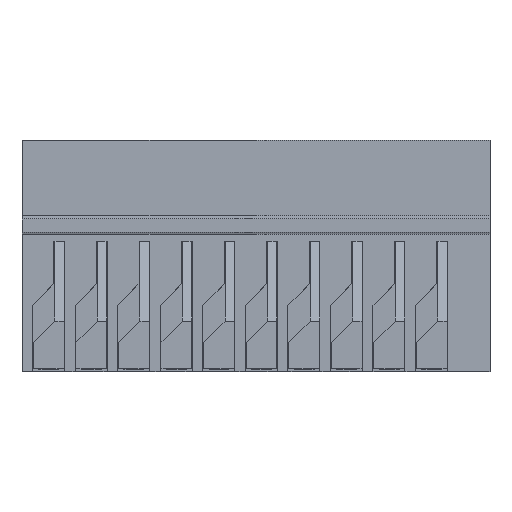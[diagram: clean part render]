
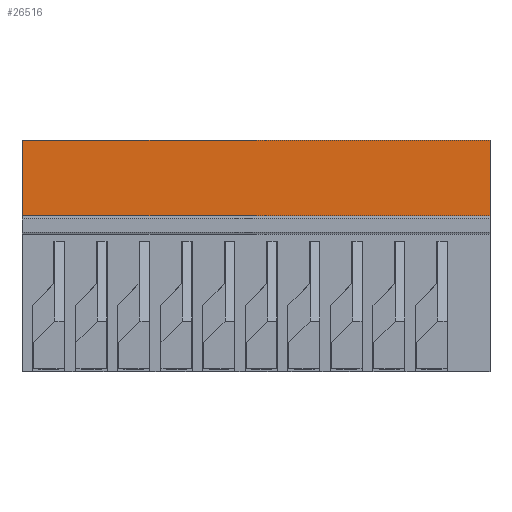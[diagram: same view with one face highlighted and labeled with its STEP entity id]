
A CAD part, top view. The second image highlights one B-rep face of the part: STEP entity #26516.
In plain terms, the highlighted planar face has unit normal (0, 0, 1).
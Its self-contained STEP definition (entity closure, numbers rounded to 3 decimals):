
#21061 = PLANE('',#21062);
#21062 = AXIS2_PLACEMENT_3D('',#21063,#21064,#21065);
#21063 = CARTESIAN_POINT('',(0.,-1.382,
    5.472));
#21064 = DIRECTION('',(1.,0.,0.));
#21065 = DIRECTION('',(0.,0.,1.));
#21117 = PLANE('',#21118);
#21118 = AXIS2_PLACEMENT_3D('',#21119,#21120,#21121);
#21119 = CARTESIAN_POINT('',(27.94,-1.382,5.472));
#21120 = DIRECTION('',(1.,0.,0.));
#21121 = DIRECTION('',(0.,0.,1.));
#22562 = VERTEX_POINT('',#22563);
#22563 = CARTESIAN_POINT('',(0.,5.4,11.));
#22577 = PLANE('',#22578);
#22578 = AXIS2_PLACEMENT_3D('',#22579,#22580,#22581);
#22579 = CARTESIAN_POINT('',(0.,5.4,0.
    ));
#22580 = DIRECTION('',(0.,-1.,0.));
#22581 = DIRECTION('',(0.,0.,1.));
#22589 = EDGE_CURVE('',#22562,#22590,#22592,.T.);
#22590 = VERTEX_POINT('',#22591);
#22591 = CARTESIAN_POINT('',(0.,0.9,11.));
#22592 = SURFACE_CURVE('',#22593,(#22597,#22604),.PCURVE_S1.);
#22593 = LINE('',#22594,#22595);
#22594 = CARTESIAN_POINT('',(0.,5.4,11.));
#22595 = VECTOR('',#22596,1.);
#22596 = DIRECTION('',(0.,-1.,0.));
#22597 = PCURVE('',#21061,#22598);
#22598 = DEFINITIONAL_REPRESENTATION('',(#22599),#22603);
#22599 = LINE('',#22600,#22601);
#22600 = CARTESIAN_POINT('',(5.528,-6.782));
#22601 = VECTOR('',#22602,1.);
#22602 = DIRECTION('',(0.,1.));
#22603 = ( GEOMETRIC_REPRESENTATION_CONTEXT(2) 
PARAMETRIC_REPRESENTATION_CONTEXT() REPRESENTATION_CONTEXT('2D SPACE',''
  ) );
#22604 = PCURVE('',#22605,#22610);
#22605 = PLANE('',#22606);
#22606 = AXIS2_PLACEMENT_3D('',#22607,#22608,#22609);
#22607 = CARTESIAN_POINT('',(0.,5.4,11.));
#22608 = DIRECTION('',(0.,0.,-1.));
#22609 = DIRECTION('',(0.,-1.,0.));
#22610 = DEFINITIONAL_REPRESENTATION('',(#22611),#22615);
#22611 = LINE('',#22612,#22613);
#22612 = CARTESIAN_POINT('',(0.,0.));
#22613 = VECTOR('',#22614,1.);
#22614 = DIRECTION('',(1.,0.));
#22615 = ( GEOMETRIC_REPRESENTATION_CONTEXT(2) 
PARAMETRIC_REPRESENTATION_CONTEXT() REPRESENTATION_CONTEXT('2D SPACE',''
  ) );
#22633 = PLANE('',#22634);
#22634 = AXIS2_PLACEMENT_3D('',#22635,#22636,#22637);
#22635 = CARTESIAN_POINT('',(0.,0.9,11.));
#22636 = DIRECTION('',(0.,-0.894,-0.447));
#22637 = DIRECTION('',(0.,-0.447,0.894));
#25799 = VERTEX_POINT('',#25800);
#25800 = CARTESIAN_POINT('',(27.94,5.4,11.));
#25821 = EDGE_CURVE('',#25799,#25822,#25824,.T.);
#25822 = VERTEX_POINT('',#25823);
#25823 = CARTESIAN_POINT('',(27.94,0.9,11.));
#25824 = SURFACE_CURVE('',#25825,(#25829,#25836),.PCURVE_S1.);
#25825 = LINE('',#25826,#25827);
#25826 = CARTESIAN_POINT('',(27.94,5.4,11.));
#25827 = VECTOR('',#25828,1.);
#25828 = DIRECTION('',(0.,-1.,0.));
#25829 = PCURVE('',#21117,#25830);
#25830 = DEFINITIONAL_REPRESENTATION('',(#25831),#25835);
#25831 = LINE('',#25832,#25833);
#25832 = CARTESIAN_POINT('',(5.528,-6.782));
#25833 = VECTOR('',#25834,1.);
#25834 = DIRECTION('',(0.,1.));
#25835 = ( GEOMETRIC_REPRESENTATION_CONTEXT(2) 
PARAMETRIC_REPRESENTATION_CONTEXT() REPRESENTATION_CONTEXT('2D SPACE',''
  ) );
#25836 = PCURVE('',#22605,#25837);
#25837 = DEFINITIONAL_REPRESENTATION('',(#25838),#25842);
#25838 = LINE('',#25839,#25840);
#25839 = CARTESIAN_POINT('',(0.,-27.94));
#25840 = VECTOR('',#25841,1.);
#25841 = DIRECTION('',(1.,0.));
#25842 = ( GEOMETRIC_REPRESENTATION_CONTEXT(2) 
PARAMETRIC_REPRESENTATION_CONTEXT() REPRESENTATION_CONTEXT('2D SPACE',''
  ) );
#26495 = EDGE_CURVE('',#22562,#25799,#26496,.T.);
#26496 = SURFACE_CURVE('',#26497,(#26501,#26508),.PCURVE_S1.);
#26497 = LINE('',#26498,#26499);
#26498 = CARTESIAN_POINT('',(0.,5.4,11.));
#26499 = VECTOR('',#26500,1.);
#26500 = DIRECTION('',(1.,0.,0.));
#26501 = PCURVE('',#22577,#26502);
#26502 = DEFINITIONAL_REPRESENTATION('',(#26503),#26507);
#26503 = LINE('',#26504,#26505);
#26504 = CARTESIAN_POINT('',(11.,0.));
#26505 = VECTOR('',#26506,1.);
#26506 = DIRECTION('',(0.,-1.));
#26507 = ( GEOMETRIC_REPRESENTATION_CONTEXT(2) 
PARAMETRIC_REPRESENTATION_CONTEXT() REPRESENTATION_CONTEXT('2D SPACE',''
  ) );
#26508 = PCURVE('',#22605,#26509);
#26509 = DEFINITIONAL_REPRESENTATION('',(#26510),#26514);
#26510 = LINE('',#26511,#26512);
#26511 = CARTESIAN_POINT('',(0.,0.));
#26512 = VECTOR('',#26513,1.);
#26513 = DIRECTION('',(0.,-1.));
#26514 = ( GEOMETRIC_REPRESENTATION_CONTEXT(2) 
PARAMETRIC_REPRESENTATION_CONTEXT() REPRESENTATION_CONTEXT('2D SPACE',''
  ) );
#26516 = ADVANCED_FACE('',(#26517),#22605,.F.);
#26517 = FACE_BOUND('',#26518,.F.);
#26518 = EDGE_LOOP('',(#26519,#26520,#26521,#26542));
#26519 = ORIENTED_EDGE('',*,*,#26495,.T.);
#26520 = ORIENTED_EDGE('',*,*,#25821,.T.);
#26521 = ORIENTED_EDGE('',*,*,#26522,.F.);
#26522 = EDGE_CURVE('',#22590,#25822,#26523,.T.);
#26523 = SURFACE_CURVE('',#26524,(#26528,#26535),.PCURVE_S1.);
#26524 = LINE('',#26525,#26526);
#26525 = CARTESIAN_POINT('',(0.,0.9,11.));
#26526 = VECTOR('',#26527,1.);
#26527 = DIRECTION('',(1.,0.,0.));
#26528 = PCURVE('',#22605,#26529);
#26529 = DEFINITIONAL_REPRESENTATION('',(#26530),#26534);
#26530 = LINE('',#26531,#26532);
#26531 = CARTESIAN_POINT('',(4.5,0.));
#26532 = VECTOR('',#26533,1.);
#26533 = DIRECTION('',(0.,-1.));
#26534 = ( GEOMETRIC_REPRESENTATION_CONTEXT(2) 
PARAMETRIC_REPRESENTATION_CONTEXT() REPRESENTATION_CONTEXT('2D SPACE',''
  ) );
#26535 = PCURVE('',#22633,#26536);
#26536 = DEFINITIONAL_REPRESENTATION('',(#26537),#26541);
#26537 = LINE('',#26538,#26539);
#26538 = CARTESIAN_POINT('',(0.,0.));
#26539 = VECTOR('',#26540,1.);
#26540 = DIRECTION('',(0.,-1.));
#26541 = ( GEOMETRIC_REPRESENTATION_CONTEXT(2) 
PARAMETRIC_REPRESENTATION_CONTEXT() REPRESENTATION_CONTEXT('2D SPACE',''
  ) );
#26542 = ORIENTED_EDGE('',*,*,#22589,.F.);
